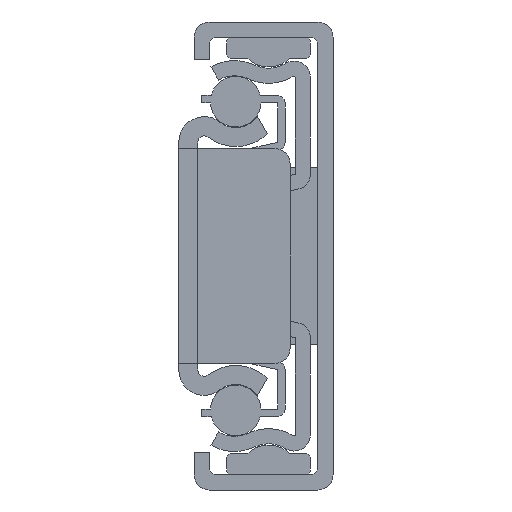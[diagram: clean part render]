
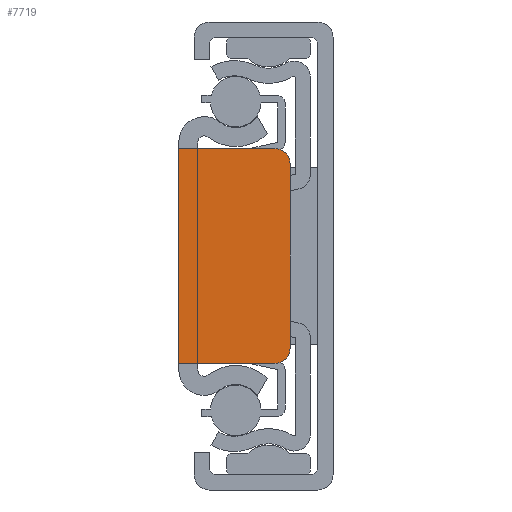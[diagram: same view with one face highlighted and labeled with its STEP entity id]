
A CAD part, left-side view. The second image highlights one B-rep face of the part: STEP entity #7719.
In plain terms, the highlighted planar face has unit normal (-1, 0, 0).
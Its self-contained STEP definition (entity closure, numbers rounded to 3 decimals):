
#173 = VERTEX_POINT ( 'NONE', #557 ) ;
#187 = CARTESIAN_POINT ( 'NONE',  ( -406., 3.4, -7.3 ) ) ;
#448 = DIRECTION ( 'NONE',  ( 1., 0., 0. ) ) ;
#557 = CARTESIAN_POINT ( 'NONE',  ( -406., 12.2, 8.5 ) ) ;
#592 = EDGE_CURVE ( 'NONE', #173, #5419, #6876, .T. ) ;
#609 = DIRECTION ( 'NONE',  ( 0., 1., 0. ) ) ;
#946 = VERTEX_POINT ( 'NONE', #8691 ) ;
#1078 = DIRECTION ( 'NONE',  ( 0., 0., -1. ) ) ;
#1186 = CARTESIAN_POINT ( 'NONE',  ( -406., 3.4, 12.2 ) ) ;
#1760 = ORIENTED_EDGE ( 'NONE', *, *, #5484, .F. ) ;
#1877 = VECTOR ( 'NONE', #1929, 1000. ) ;
#1929 = DIRECTION ( 'NONE',  ( 0., 0., -1. ) ) ;
#2037 = LINE ( 'NONE', #6449, #3969 ) ;
#2081 = CARTESIAN_POINT ( 'NONE',  ( -406., 7.7, 12.2 ) ) ;
#2435 = FACE_OUTER_BOUND ( 'NONE', #6674, .T. ) ;
#2538 = ORIENTED_EDGE ( 'NONE', *, *, #592, .F. ) ;
#2629 = DIRECTION ( 'NONE',  ( 0., -1., 0. ) ) ;
#2914 = CIRCLE ( 'NONE', #5159, 1.2 ) ;
#3090 = EDGE_CURVE ( 'NONE', #173, #7984, #7895, .T. ) ;
#3150 = AXIS2_PLACEMENT_3D ( 'NONE', #2081, #7931, #3544 ) ;
#3515 = PLANE ( 'NONE',  #3150 ) ;
#3544 = DIRECTION ( 'NONE',  ( 0., 0., -1. ) ) ;
#3560 = ORIENTED_EDGE ( 'NONE', *, *, #9195, .F. ) ;
#3834 = CARTESIAN_POINT ( 'NONE',  ( -406., 4.6, 8.5 ) ) ;
#3928 = CARTESIAN_POINT ( 'NONE',  ( -406., 4.6, -7.3 ) ) ;
#3943 = ORIENTED_EDGE ( 'NONE', *, *, #7578, .F. ) ;
#3969 = VECTOR ( 'NONE', #609, 1000. ) ;
#4374 = EDGE_CURVE ( 'NONE', #946, #7984, #2037, .T. ) ;
#4457 = ORIENTED_EDGE ( 'NONE', *, *, #4374, .F. ) ;
#4667 = DIRECTION ( 'NONE',  ( 0., 0., -1. ) ) ;
#4728 = ORIENTED_EDGE ( 'NONE', *, *, #3090, .T. ) ;
#4801 = CARTESIAN_POINT ( 'NONE',  ( -406., 4.6, 7.3 ) ) ;
#5159 = AXIS2_PLACEMENT_3D ( 'NONE', #4801, #448, #5541 ) ;
#5419 = VERTEX_POINT ( 'NONE', #3834 ) ;
#5484 = EDGE_CURVE ( 'NONE', #6531, #946, #8083, .T. ) ;
#5541 = DIRECTION ( 'NONE',  ( 0., 0., -1. ) ) ;
#6203 = CARTESIAN_POINT ( 'NONE',  ( -406., 12.2, -9.014 ) ) ;
#6246 = VERTEX_POINT ( 'NONE', #6363 ) ;
#6363 = CARTESIAN_POINT ( 'NONE',  ( -406., 3.4, 7.3 ) ) ;
#6449 = CARTESIAN_POINT ( 'NONE',  ( -406., 14., -8.5 ) ) ;
#6531 = VERTEX_POINT ( 'NONE', #187 ) ;
#6674 = EDGE_LOOP ( 'NONE', ( #4728, #4457, #1760, #3943, #3560, #2538 ) ) ;
#6876 = LINE ( 'NONE', #7756, #8120 ) ;
#7253 = LINE ( 'NONE', #1186, #1877 ) ;
#7578 = EDGE_CURVE ( 'NONE', #6246, #6531, #7253, .T. ) ;
#7719 = ADVANCED_FACE ( 'NONE', ( #2435 ), #3515, .F. ) ;
#7756 = CARTESIAN_POINT ( 'NONE',  ( -406., 7.7, 8.5 ) ) ;
#7895 = LINE ( 'NONE', #6203, #9400 ) ;
#7931 = DIRECTION ( 'NONE',  ( 1., 0., 0. ) ) ;
#7984 = VERTEX_POINT ( 'NONE', #8999 ) ;
#8083 = CIRCLE ( 'NONE', #8223, 1.2 ) ;
#8120 = VECTOR ( 'NONE', #2629, 1000. ) ;
#8223 = AXIS2_PLACEMENT_3D ( 'NONE', #3928, #9068, #4667 ) ;
#8691 = CARTESIAN_POINT ( 'NONE',  ( -406., 4.6, -8.5 ) ) ;
#8999 = CARTESIAN_POINT ( 'NONE',  ( -406., 12.2, -8.5 ) ) ;
#9068 = DIRECTION ( 'NONE',  ( 1., 0., 0. ) ) ;
#9195 = EDGE_CURVE ( 'NONE', #5419, #6246, #2914, .T. ) ;
#9400 = VECTOR ( 'NONE', #1078, 1000. ) ;
